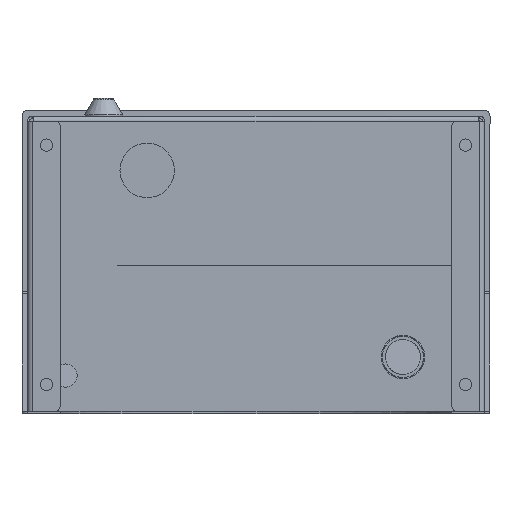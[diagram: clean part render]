
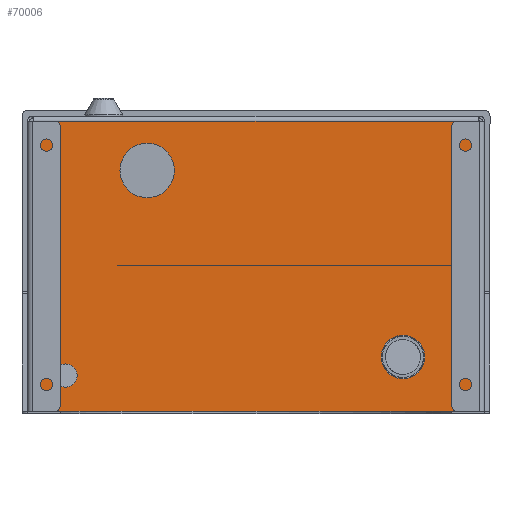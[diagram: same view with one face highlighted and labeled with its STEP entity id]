
A CAD part, front view. The second image highlights one B-rep face of the part: STEP entity #70006.
In plain terms, the highlighted planar face has unit normal (0, -1, 0).
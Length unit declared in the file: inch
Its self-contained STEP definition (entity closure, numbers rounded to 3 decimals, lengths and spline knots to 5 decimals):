
#175 = DIRECTION ( 'NONE',  ( 0., 0., -1. ) ) ;
#672 = CIRCLE ( 'NONE', #43797, 1. ) ;
#1260 = ORIENTED_EDGE ( 'NONE', *, *, #30941, .F. ) ;
#1610 = CIRCLE ( 'NONE', #70858, 1. ) ;
#2286 = CARTESIAN_POINT ( 'NONE',  ( 10.3329, 0., -13.5666 ) ) ;
#3494 = CARTESIAN_POINT ( 'NONE',  ( -10.2704, 0., -13.5666 ) ) ;
#3876 = EDGE_CURVE ( 'NONE', #5576, #65988, #59379, .T. ) ;
#3994 = VECTOR ( 'NONE', #22746, 39.37008 ) ;
#4011 = ORIENTED_EDGE ( 'NONE', *, *, #21651, .T. ) ;
#4344 = EDGE_LOOP ( 'NONE', ( #36460, #17547 ) ) ;
#5576 = VERTEX_POINT ( 'NONE', #81242 ) ;
#7440 = EDGE_LOOP ( 'NONE', ( #1260, #11228, #40930, #81569, #35473, #4011 ) ) ;
#8386 = DIRECTION ( 'NONE',  ( 0., 0., -1. ) ) ;
#11228 = ORIENTED_EDGE ( 'NONE', *, *, #79297, .F. ) ;
#13626 = DIRECTION ( 'NONE',  ( 0., 0., -1. ) ) ;
#15412 = AXIS2_PLACEMENT_3D ( 'NONE', #64421, #17037, #43573 ) ;
#15472 = DIRECTION ( 'NONE',  ( 0., 0., 1. ) ) ;
#17037 = DIRECTION ( 'NONE',  ( 0., -1., 0. ) ) ;
#17547 = ORIENTED_EDGE ( 'NONE', *, *, #47845, .T. ) ;
#18898 = VECTOR ( 'NONE', #86079, 39.37008 ) ;
#19833 = ORIENTED_EDGE ( 'NONE', *, *, #69720, .T. ) ;
#20899 = AXIS2_PLACEMENT_3D ( 'NONE', #69419, #82485, #8386 ) ;
#21342 = CARTESIAN_POINT ( 'NONE',  ( -5., 0., -2.5 ) ) ;
#21488 = EDGE_CURVE ( 'NONE', #63659, #58276, #672, .T. ) ;
#21651 = EDGE_CURVE ( 'NONE', #5576, #72027, #39812, .T. ) ;
#22148 = FACE_BOUND ( 'NONE', #72128, .T. ) ;
#22746 = DIRECTION ( 'NONE',  ( 0., 0., -1. ) ) ;
#23684 = CARTESIAN_POINT ( 'NONE',  ( -8.75, 0., -11.9212 ) ) ;
#25008 = CARTESIAN_POINT ( 'NONE',  ( 10.3329, 0., -0.27454 ) ) ;
#25899 = CARTESIAN_POINT ( 'NONE',  ( -10.2704, 0., -0.2296 ) ) ;
#27124 = CARTESIAN_POINT ( 'NONE',  ( -10.2704, 0., -0.1046 ) ) ;
#27151 = CARTESIAN_POINT ( 'NONE',  ( 10.38943, 0., -0.09576 ) ) ;
#28018 = FACE_BOUND ( 'NONE', #61589, .T. ) ;
#29044 = EDGE_CURVE ( 'NONE', #35214, #56955, #85211, .T. ) ;
#29128 = DIRECTION ( 'NONE',  ( 0., 0., -1. ) ) ;
#30941 = EDGE_CURVE ( 'NONE', #64371, #72027, #78788, .T. ) ;
#32399 = VERTEX_POINT ( 'NONE', #82172 ) ;
#32965 = CIRCLE ( 'NONE', #83462, 1.25 ) ;
#34782 = LINE ( 'NONE', #42848, #64466 ) ;
#35214 = VERTEX_POINT ( 'NONE', #2286 ) ;
#35473 = ORIENTED_EDGE ( 'NONE', *, *, #3876, .F. ) ;
#35609 = FACE_BOUND ( 'NONE', #4344, .T. ) ;
#36460 = ORIENTED_EDGE ( 'NONE', *, *, #87368, .T. ) ;
#38072 = ORIENTED_EDGE ( 'NONE', *, *, #72790, .F. ) ;
#39017 = DIRECTION ( 'NONE',  ( 0., -1., 0. ) ) ;
#39812 = LINE ( 'NONE', #25899, #65549 ) ;
#40930 = ORIENTED_EDGE ( 'NONE', *, *, #29044, .F. ) ;
#42848 = CARTESIAN_POINT ( 'NONE',  ( -10.3329, 0., -13.5666 ) ) ;
#43022 = DIRECTION ( 'NONE',  ( 0., -1., 0. ) ) ;
#43573 = DIRECTION ( 'NONE',  ( 0., 0., -1. ) ) ;
#43797 = AXIS2_PLACEMENT_3D ( 'NONE', #63450, #43022, #29128 ) ;
#43861 = CIRCLE ( 'NONE', #71369, 1.25 ) ;
#43878 = CARTESIAN_POINT ( 'NONE',  ( 10.3329, 0., -13.5666 ) ) ;
#44355 = DIRECTION ( 'NONE',  ( 0., 1., 0. ) ) ;
#45333 = CARTESIAN_POINT ( 'NONE',  ( 6.75, 0., -11.0666 ) ) ;
#46994 = EDGE_CURVE ( 'NONE', #65988, #35214, #71953, .T. ) ;
#47814 = FACE_OUTER_BOUND ( 'NONE', #7440, .T. ) ;
#47845 = EDGE_CURVE ( 'NONE', #86342, #32399, #32965, .T. ) ;
#48528 = VERTEX_POINT ( 'NONE', #70138 ) ;
#48641 = CARTESIAN_POINT ( 'NONE',  ( -10.3329, 0., -13.5666 ) ) ;
#48722 = PLANE ( 'NONE',  #53217 ) ;
#50409 = CARTESIAN_POINT ( 'NONE',  ( 6.75, 0., -10.0666 ) ) ;
#53217 = AXIS2_PLACEMENT_3D ( 'NONE', #27124, #68684, #61882 ) ;
#53373 = DIRECTION ( 'NONE',  ( -1., 0., 0. ) ) ;
#53501 = AXIS2_PLACEMENT_3D ( 'NONE', #27151, #68711, #13626 ) ;
#56955 = VERTEX_POINT ( 'NONE', #48641 ) ;
#58276 = VERTEX_POINT ( 'NONE', #86809 ) ;
#59379 = CIRCLE ( 'NONE', #53501, 0.1875 ) ;
#61105 = DIRECTION ( 'NONE',  ( 0., 1., 0. ) ) ;
#61589 = EDGE_LOOP ( 'NONE', ( #68734, #19833 ) ) ;
#61864 = CIRCLE ( 'NONE', #63352, 0.53125 ) ;
#61882 = DIRECTION ( 'NONE',  ( 0., 0., -1. ) ) ;
#62996 = VERTEX_POINT ( 'NONE', #85523 ) ;
#63352 = AXIS2_PLACEMENT_3D ( 'NONE', #23684, #44355, #72004 ) ;
#63450 = CARTESIAN_POINT ( 'NONE',  ( 6.75, 0., -11.0666 ) ) ;
#63659 = VERTEX_POINT ( 'NONE', #50409 ) ;
#64371 = VERTEX_POINT ( 'NONE', #82594 ) ;
#64421 = CARTESIAN_POINT ( 'NONE',  ( -10.38943, 0., -0.09576 ) ) ;
#64466 = VECTOR ( 'NONE', #75944, 39.37008 ) ;
#64676 = EDGE_CURVE ( 'NONE', #62996, #48528, #87118, .T. ) ;
#65549 = VECTOR ( 'NONE', #53373, 39.37008 ) ;
#65988 = VERTEX_POINT ( 'NONE', #25008 ) ;
#67003 = DIRECTION ( 'NONE',  ( 0., 0., 1. ) ) ;
#67794 = CARTESIAN_POINT ( 'NONE',  ( -5., 0., -1.25 ) ) ;
#68684 = DIRECTION ( 'NONE',  ( 0., -1., 0. ) ) ;
#68711 = DIRECTION ( 'NONE',  ( 0., -1., 0. ) ) ;
#68734 = ORIENTED_EDGE ( 'NONE', *, *, #64676, .T. ) ;
#68775 = CARTESIAN_POINT ( 'NONE',  ( -10.25812, 0., -0.2296 ) ) ;
#69419 = CARTESIAN_POINT ( 'NONE',  ( -8.75, 0., -11.9212 ) ) ;
#69720 = EDGE_CURVE ( 'NONE', #48528, #62996, #61864, .T. ) ;
#70006 = ADVANCED_FACE ( 'NONE', ( #47814, #22148, #28018, #35609 ), #48722, .T. ) ;
#70138 = CARTESIAN_POINT ( 'NONE',  ( -8.75, 0., -12.45245 ) ) ;
#70858 = AXIS2_PLACEMENT_3D ( 'NONE', #45333, #39017, #175 ) ;
#71369 = AXIS2_PLACEMENT_3D ( 'NONE', #88126, #61105, #67003 ) ;
#71953 = LINE ( 'NONE', #43878, #3994 ) ;
#72004 = DIRECTION ( 'NONE',  ( 0., 0., -1. ) ) ;
#72027 = VERTEX_POINT ( 'NONE', #68775 ) ;
#72128 = EDGE_LOOP ( 'NONE', ( #38072, #76505 ) ) ;
#72790 = EDGE_CURVE ( 'NONE', #58276, #63659, #1610, .T. ) ;
#75944 = DIRECTION ( 'NONE',  ( 0., 0., 1. ) ) ;
#76505 = ORIENTED_EDGE ( 'NONE', *, *, #21488, .F. ) ;
#77310 = DIRECTION ( 'NONE',  ( 0., 1., 0. ) ) ;
#78788 = CIRCLE ( 'NONE', #15412, 0.1875 ) ;
#79297 = EDGE_CURVE ( 'NONE', #56955, #64371, #34782, .T. ) ;
#81242 = CARTESIAN_POINT ( 'NONE',  ( 10.25812, 0., -0.2296 ) ) ;
#81569 = ORIENTED_EDGE ( 'NONE', *, *, #46994, .F. ) ;
#82172 = CARTESIAN_POINT ( 'NONE',  ( -5., 0., -3.75 ) ) ;
#82485 = DIRECTION ( 'NONE',  ( 0., 1., 0. ) ) ;
#82594 = CARTESIAN_POINT ( 'NONE',  ( -10.3329, 0., -0.27454 ) ) ;
#83462 = AXIS2_PLACEMENT_3D ( 'NONE', #21342, #77310, #15472 ) ;
#85211 = LINE ( 'NONE', #3494, #18898 ) ;
#85523 = CARTESIAN_POINT ( 'NONE',  ( -8.75, 0., -11.38995 ) ) ;
#86079 = DIRECTION ( 'NONE',  ( -1., 0., 0. ) ) ;
#86342 = VERTEX_POINT ( 'NONE', #67794 ) ;
#86809 = CARTESIAN_POINT ( 'NONE',  ( 6.75, 0., -12.0666 ) ) ;
#87118 = CIRCLE ( 'NONE', #20899, 0.53125 ) ;
#87368 = EDGE_CURVE ( 'NONE', #32399, #86342, #43861, .T. ) ;
#88126 = CARTESIAN_POINT ( 'NONE',  ( -5., 0., -2.5 ) ) ;
